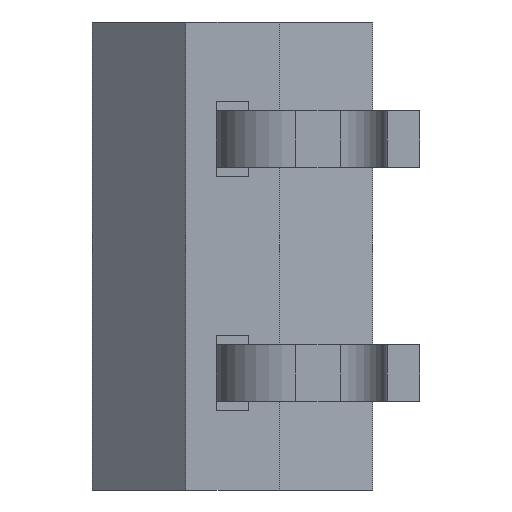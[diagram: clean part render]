
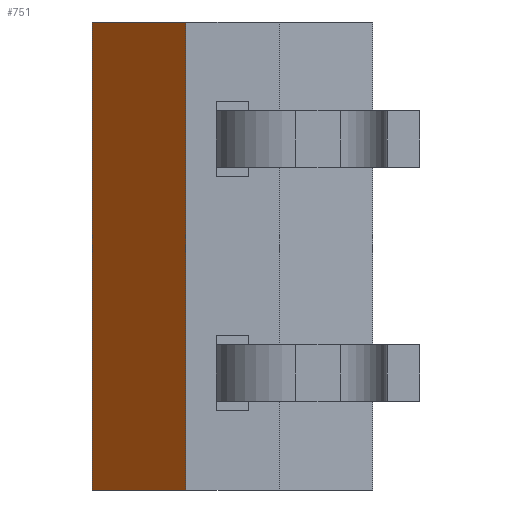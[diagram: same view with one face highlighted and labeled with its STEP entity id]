
A CAD part, left-side view. The second image highlights one B-rep face of the part: STEP entity #751.
In plain terms, the highlighted planar face has unit normal (-0.707, 0.707, 0).
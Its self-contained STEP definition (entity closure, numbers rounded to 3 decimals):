
#751=ADVANCED_FACE('',(#1307),#1309,.T.);
#1307=FACE_BOUND('',#1308,.T.);
#1308=EDGE_LOOP('',(#1742,#1743,#1744,#1745));
#1309=PLANE('',#1310);
#1310=AXIS2_PLACEMENT_3D('',#1311,#1312,#1313);
#1311=CARTESIAN_POINT('',(-5.,0.,4.));
#1312=DIRECTION('',(-0.707,0.707,0.));
#1313=DIRECTION('',(0.,0.,-1.));
#1742=ORIENTED_EDGE('',*,*,#1958,.T.);
#1743=ORIENTED_EDGE('',*,*,#1936,.T.);
#1744=ORIENTED_EDGE('',*,*,#1758,.F.);
#1745=ORIENTED_EDGE('',*,*,#1930,.T.);
#1758=EDGE_CURVE('',#1986,#1987,#1988,.T.);
#1930=EDGE_CURVE('',#1986,#2282,#2283,.F.);
#1936=EDGE_CURVE('',#2292,#1987,#2293,.F.);
#1958=EDGE_CURVE('',#2282,#2292,#2318,.T.);
#1986=VERTEX_POINT('',#2370);
#1987=VERTEX_POINT('',#2371);
#1988=LINE('',#2372,#2373);
#2282=VERTEX_POINT('',#3042);
#2283=LINE('',#3043,#3044);
#2292=VERTEX_POINT('',#3064);
#2293=LINE('',#3065,#3066);
#2318=LINE('',#3134,#3135);
#2370=CARTESIAN_POINT('',(-6.,-1.,0.));
#2371=CARTESIAN_POINT('',(-6.,-1.,-5.));
#2372=CARTESIAN_POINT('',(-6.,-1.,0.));
#2373=VECTOR('',#2374,1.);
#2374=DIRECTION('',(0.,0.,-1.));
#3042=CARTESIAN_POINT('',(-5.,0.,0.));
#3043=CARTESIAN_POINT('',(-5.,0.,0.));
#3044=VECTOR('',#3045,1.);
#3045=DIRECTION('',(-0.707,-0.707,0.));
#3064=CARTESIAN_POINT('',(-5.,0.,-5.));
#3065=CARTESIAN_POINT('',(-6.,-1.,-5.));
#3066=VECTOR('',#3067,1.);
#3067=DIRECTION('',(0.707,0.707,0.));
#3134=CARTESIAN_POINT('',(-5.,0.,0.));
#3135=VECTOR('',#3136,1.);
#3136=DIRECTION('',(0.,0.,-1.));
